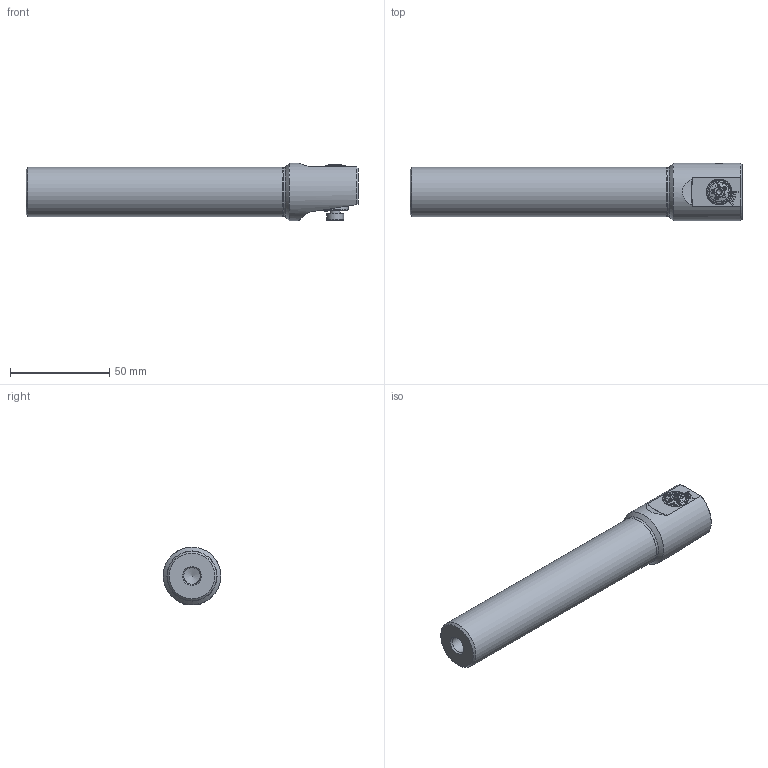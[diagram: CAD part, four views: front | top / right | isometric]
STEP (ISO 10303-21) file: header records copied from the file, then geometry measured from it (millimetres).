
FILE_DESCRIPTION (( 'STEP AP214' ), '1' );
FILE_NAME ('U25.F25.AA4.170.STEP', '2020-08-13T13:03:45', ( '' ), ( '' ), 'SwSTEP 2.0', 'SolidWorks 2017', '' );
FILE_SCHEMA (( 'AUTOMOTIVE_DESIGN' ));
Length unit declared in the file: millimetre
Products named in the file (16): F25-BG2.013.004_A; F25-BG3.005.018_B; DIN 7984 - M5 x 8; Fxx-MAB.xxx.xxx_A_F25-DA3; F25-BG1.DA3.013_A_Aktuell 06.2014-M1x2; U25.F25.AA4.170; T7 M2.5 x 6_PreviewCfg; ISO 4026 - M5 x 6_PreviewCfg; U25-F25.AA3.170_A_Bohrungen gef〕lt; F25-BG2.013.003_A; Klebstoff D5; F25-BG2.008.009_A; F25-BG1.DA4.013_Standardt; F25-BG1.009.006_A; DIN 3771 - 11x1; F25-BG2.010.011_A
Assembly tree (15 placements, depth 3):
  U25.F25.AA4.170
    U25-F25.AA3.170_A_Bohrungen gef〕lt
    F25-BG1.DA4.013_Standardt
      F25-BG1.DA3.013_A_Aktuell 06.2014-M1x2
      F25-BG2.010.011_A
      F25-BG2.013.003_A
      F25-BG2.013.004_A
      DIN 3771 - 11x1
      F25-BG2.008.009_A
      F25-BG1.009.006_A
      Fxx-MAB.xxx.xxx_A_F25-DA3
    T7 M2.5 x 6_PreviewCfg
    ISO 4026 - M5 x 6_PreviewCfg
    Klebstoff D5
    F25-BG3.005.018_B
    DIN 7984 - M5 x 8
Bounding box: 167.15 x 28.99 x 29 mm (x, y, z)
Volume: 76374.4 mm3; surface area: 23787 mm2
Topology: 14 solids, 14 shells, 528 faces, 1387 edges, 900 vertices
Faces by surface type: plane 310, cone 105, cylinder 59, bspline 35, torus 19
Full cylindrical faces by diameter (mm): 1.5 x3, 2.05 x1, 2.2 x1, 2.4 x1, 2.5 x5, 2.702 x1, 3 x1, 3.3 x1, 3.5 x1, 4.2 x2, 4.95 x2, 5 x8, 5.5 x1, 6.4 x1, 6.6 x1, 7 x2, 7.3 x1, 7.5 x1, 8.5 x2, 9 x2, 10 x2, 10.65 x1, 12.85 x1, 12.98 x1, 13 x3, 25 x1, 29 x1
Entity records: 21806 total; most frequent: CARTESIAN_POINT 6322, ORIENTED_EDGE 2482, DIRECTION 2063, EDGE_CURVE 1241, VERTEX_POINT 864, AXIS2_PLACEMENT_3D 789, EDGE_LOOP 675, FACE_OUTER_BOUND 591
